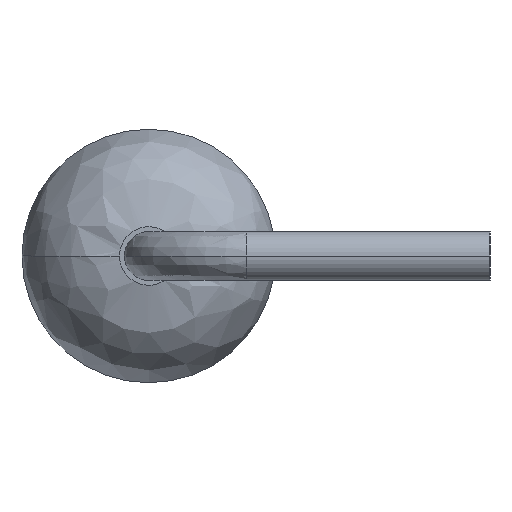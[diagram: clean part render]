
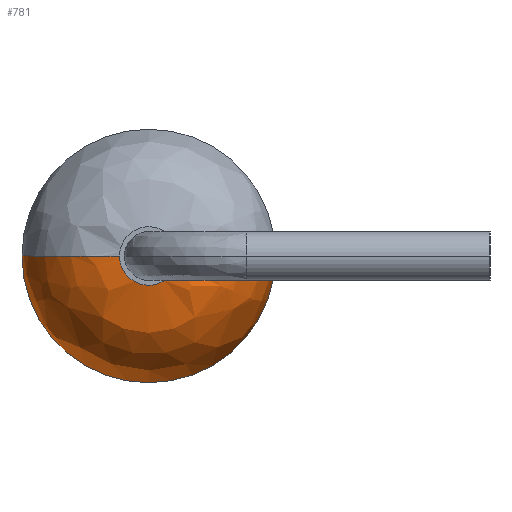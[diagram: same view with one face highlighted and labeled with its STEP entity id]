
A CAD part, left-side view. The second image highlights one B-rep face of the part: STEP entity #781.
In plain terms, the highlighted free-form (B-spline) face has degree [3, 3] with [4, 4] control points.
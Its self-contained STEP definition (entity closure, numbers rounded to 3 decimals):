
#12 = CARTESIAN_POINT ( 'NONE',  ( -2.586, -1.3, 0. ) ) ;
#97 = CARTESIAN_POINT ( 'NONE',  ( -2., 0.3, 0. ) ) ;
#104 = EDGE_CURVE ( 'NONE', #253, #795, #600, .T. ) ;
#146 = AXIS2_PLACEMENT_3D ( 'NONE', #231, #1215, #383 ) ;
#149 = CARTESIAN_POINT ( 'NONE',  ( -2., 1.3, -2.6 ) ) ;
#231 = CARTESIAN_POINT ( 'NONE',  ( -2., 0., 0. ) ) ;
#233 = DIRECTION ( 'NONE',  ( 0., 1., 0. ) ) ;
#253 = VERTEX_POINT ( 'NONE', #1239 ) ;
#283 = CARTESIAN_POINT ( 'NONE',  ( -3., -0.3, -0.6 ) ) ;
#288 = CARTESIAN_POINT ( 'NONE',  ( -2., -1.3, 0. ) ) ;
#383 = DIRECTION ( 'NONE',  ( 0., -1., 0. ) ) ;
#396 = CARTESIAN_POINT ( 'NONE',  ( -3., -0.3, 0. ) ) ;
#404 =( BOUNDED_CURVE ( )  B_SPLINE_CURVE ( 3, ( #396, #1229, #672, #1645 ),
 .UNSPECIFIED., .F., .T. ) 
 B_SPLINE_CURVE_WITH_KNOTS ( ( 4, 4 ),
 ( 0., 1. ),
 .UNSPECIFIED. ) 
 CURVE ( )  GEOMETRIC_REPRESENTATION_ITEM ( )  RATIONAL_B_SPLINE_CURVE ( ( 1., 0.333, 0.333, 1. ) ) 
 REPRESENTATION_ITEM ( '' )  );
#432 = CARTESIAN_POINT ( 'NONE',  ( -3., 0.886, 0. ) ) ;
#483 = CARTESIAN_POINT ( 'NONE',  ( -3., 0.3, 0. ) ) ;
#546 = EDGE_LOOP ( 'NONE', ( #1610, #1369, #1584, #1003 ) ) ;
#564 = FACE_OUTER_BOUND ( 'NONE', #546, .T. ) ;
#574 = CARTESIAN_POINT ( 'NONE',  ( -3., -0.886, -1.772 ) ) ;
#577 = DIRECTION ( 'NONE',  ( 0., 0., 1. ) ) ;
#600 = CIRCLE ( 'NONE', #1543, 1. ) ;
#672 = CARTESIAN_POINT ( 'NONE',  ( -3., 0.3, -0.6 ) ) ;
#711 = CARTESIAN_POINT ( 'NONE',  ( -2.586, 1.3, 0. ) ) ;
#781 = ADVANCED_FACE ( 'NONE', ( #564 ), #1236, .T. ) ;
#795 = VERTEX_POINT ( 'NONE', #855 ) ;
#850 = CARTESIAN_POINT ( 'NONE',  ( -2.586, -1.3, -2.6 ) ) ;
#855 = CARTESIAN_POINT ( 'NONE',  ( -2., -1.3, 0. ) ) ;
#919 = CIRCLE ( 'NONE', #146, 1.3 ) ;
#996 = CARTESIAN_POINT ( 'NONE',  ( -2., 1.3, 0. ) ) ;
#1003 = ORIENTED_EDGE ( 'NONE', *, *, #104, .F. ) ;
#1079 = DIRECTION ( 'NONE',  ( 0., 0., -1. ) ) ;
#1082 = EDGE_CURVE ( 'NONE', #253, #1521, #404, .T. ) ;
#1131 = CARTESIAN_POINT ( 'NONE',  ( -3., 0.3, -0.6 ) ) ;
#1137 = CARTESIAN_POINT ( 'NONE',  ( -2., -1.3, -2.6 ) ) ;
#1163 = VERTEX_POINT ( 'NONE', #1650 ) ;
#1215 = DIRECTION ( 'NONE',  ( 1., 0., 0. ) ) ;
#1229 = CARTESIAN_POINT ( 'NONE',  ( -3., -0.3, -0.6 ) ) ;
#1236 =( BOUNDED_SURFACE ( )  B_SPLINE_SURFACE ( 3, 3, ( 
 ( #1532, #1131, #283, #1270 ),
 ( #432, #1399, #574, #1545 ),
 ( #711, #1683, #850, #12 ),
 ( #996, #149, #1137, #288 ) ),
 .UNSPECIFIED., .F., .F., .F. ) 
 B_SPLINE_SURFACE_WITH_KNOTS ( ( 4, 4 ),
 ( 4, 4 ),
 ( 0., 1. ),
 ( 0., 1. ),
 .UNSPECIFIED. ) 
 GEOMETRIC_REPRESENTATION_ITEM ( )  RATIONAL_B_SPLINE_SURFACE ( (
 ( 1., 0.333, 0.333, 1.),
 ( 0.805, 0.268, 0.268, 0.805),
 ( 0.805, 0.268, 0.268, 0.805),
 ( 1., 0.333, 0.333, 1.) ) ) 
 REPRESENTATION_ITEM ( '' )  SURFACE ( )  );
#1239 = CARTESIAN_POINT ( 'NONE',  ( -3., -0.3, 0. ) ) ;
#1270 = CARTESIAN_POINT ( 'NONE',  ( -3., -0.3, 0. ) ) ;
#1359 = EDGE_CURVE ( 'NONE', #1521, #1163, #1696, .T. ) ;
#1369 = ORIENTED_EDGE ( 'NONE', *, *, #1359, .T. ) ;
#1399 = CARTESIAN_POINT ( 'NONE',  ( -3., 0.886, -1.772 ) ) ;
#1401 = CARTESIAN_POINT ( 'NONE',  ( -2., -0.3, 0. ) ) ;
#1438 = AXIS2_PLACEMENT_3D ( 'NONE', #97, #1079, #233 ) ;
#1521 = VERTEX_POINT ( 'NONE', #483 ) ;
#1532 = CARTESIAN_POINT ( 'NONE',  ( -3., 0.3, 0. ) ) ;
#1543 = AXIS2_PLACEMENT_3D ( 'NONE', #1401, #577, #1548 ) ;
#1545 = CARTESIAN_POINT ( 'NONE',  ( -3., -0.886, 0. ) ) ;
#1548 = DIRECTION ( 'NONE',  ( 0., -1., 0. ) ) ;
#1584 = ORIENTED_EDGE ( 'NONE', *, *, #1630, .F. ) ;
#1610 = ORIENTED_EDGE ( 'NONE', *, *, #1082, .T. ) ;
#1630 = EDGE_CURVE ( 'NONE', #795, #1163, #919, .T. ) ;
#1645 = CARTESIAN_POINT ( 'NONE',  ( -3., 0.3, 0. ) ) ;
#1650 = CARTESIAN_POINT ( 'NONE',  ( -2., 1.3, 0. ) ) ;
#1683 = CARTESIAN_POINT ( 'NONE',  ( -2.586, 1.3, -2.6 ) ) ;
#1696 = CIRCLE ( 'NONE', #1438, 1. ) ;
